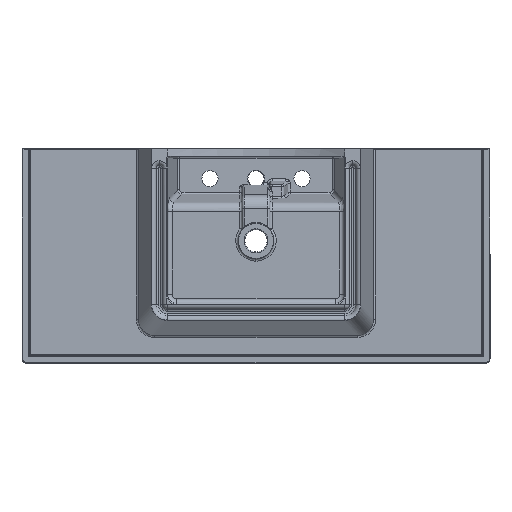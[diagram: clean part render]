
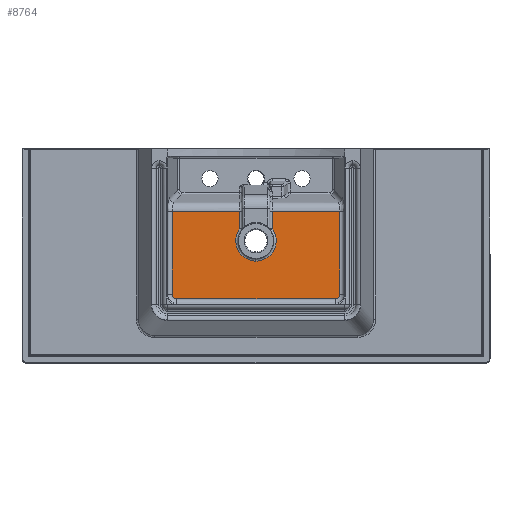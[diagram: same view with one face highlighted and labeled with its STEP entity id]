
A CAD part, front view. The second image highlights one B-rep face of the part: STEP entity #8764.
In plain terms, the highlighted planar face has unit normal (0, -1, 0).
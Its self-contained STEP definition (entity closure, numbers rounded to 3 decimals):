
#141 = ORIENTED_EDGE ( 'NONE', *, *, #7456, .T. ) ;
#231 = VECTOR ( 'NONE', #10263, 1000. ) ;
#353 = DIRECTION ( 'NONE',  ( 0., -1., 0. ) ) ;
#547 = DIRECTION ( 'NONE',  ( 0., -1., 0. ) ) ;
#775 = CARTESIAN_POINT ( 'NONE',  ( -35., -118., 59.165 ) ) ;
#1011 = VERTEX_POINT ( 'NONE', #8275 ) ;
#1154 = CARTESIAN_POINT ( 'NONE',  ( 172.5, -118., -93.346 ) ) ;
#1463 = VECTOR ( 'NONE', #11732, 1000. ) ;
#1499 = EDGE_CURVE ( 'NONE', #3804, #13692, #9049, .T. ) ;
#1959 = VERTEX_POINT ( 'NONE', #9530 ) ;
#1988 = VECTOR ( 'NONE', #12411, 1000. ) ;
#2043 = CARTESIAN_POINT ( 'NONE',  ( 182.346, -118., -83.5 ) ) ;
#2224 = VERTEX_POINT ( 'NONE', #7928 ) ;
#2226 = ORIENTED_EDGE ( 'NONE', *, *, #3084, .T. ) ;
#2242 = DIRECTION ( 'NONE',  ( 1., 0., 0. ) ) ;
#2246 = VERTEX_POINT ( 'NONE', #775 ) ;
#2445 = CARTESIAN_POINT ( 'NONE',  ( -182.346, -118., 96.481 ) ) ;
#2475 = DIRECTION ( 'NONE',  ( 0., 0., -1. ) ) ;
#2639 = DIRECTION ( 'NONE',  ( -1., 0., 0. ) ) ;
#2789 = FACE_OUTER_BOUND ( 'NONE', #4548, .T. ) ;
#2920 = CARTESIAN_POINT ( 'NONE',  ( 182.346, -118., 96.481 ) ) ;
#3052 = CARTESIAN_POINT ( 'NONE',  ( 35., -118., 57.42 ) ) ;
#3074 = VERTEX_POINT ( 'NONE', #1154 ) ;
#3084 = EDGE_CURVE ( 'NONE', #5309, #7444, #5367, .T. ) ;
#3493 = AXIS2_PLACEMENT_3D ( 'NONE', #12073, #353, #12155 ) ;
#3804 = VERTEX_POINT ( 'NONE', #4961 ) ;
#3925 = CARTESIAN_POINT ( 'NONE',  ( 172.5, -118., -83.5 ) ) ;
#4359 = ORIENTED_EDGE ( 'NONE', *, *, #1499, .T. ) ;
#4392 = AXIS2_PLACEMENT_3D ( 'NONE', #9392, #9041, #2475 ) ;
#4548 = EDGE_LOOP ( 'NONE', ( #13788, #141, #2226, #11654, #11658, #14458, #9068, #7540, #6832, #14286, #4359 ) ) ;
#4659 = CARTESIAN_POINT ( 'NONE',  ( 0., -118., 32.5 ) ) ;
#4890 = EDGE_CURVE ( 'NONE', #1011, #10737, #10634, .T. ) ;
#4961 = CARTESIAN_POINT ( 'NONE',  ( 182.346, -118., -83.5 ) ) ;
#5118 = DIRECTION ( 'NONE',  ( 0., 0., -1. ) ) ;
#5202 = VECTOR ( 'NONE', #5118, 1000. ) ;
#5309 = VERTEX_POINT ( 'NONE', #7424 ) ;
#5367 = CIRCLE ( 'NONE', #14589, 44. ) ;
#5499 = EDGE_CURVE ( 'NONE', #2246, #1011, #10111, .T. ) ;
#6245 = EDGE_CURVE ( 'NONE', #13187, #2224, #7508, .T. ) ;
#6278 = DIRECTION ( 'NONE',  ( 0., -1., 0. ) ) ;
#6323 = CIRCLE ( 'NONE', #4392, 44. ) ;
#6335 = CARTESIAN_POINT ( 'NONE',  ( -172.5, -118., -83.5 ) ) ;
#6420 = VECTOR ( 'NONE', #2242, 1000. ) ;
#6719 = LINE ( 'NONE', #10292, #13477 ) ;
#6810 = EDGE_CURVE ( 'NONE', #3074, #3804, #14797, .T. ) ;
#6832 = ORIENTED_EDGE ( 'NONE', *, *, #7033, .T. ) ;
#7033 = EDGE_CURVE ( 'NONE', #2224, #3074, #11529, .T. ) ;
#7424 = CARTESIAN_POINT ( 'NONE',  ( 35., -118., 59.165 ) ) ;
#7436 = PLANE ( 'NONE',  #3493 ) ;
#7444 = VERTEX_POINT ( 'NONE', #12119 ) ;
#7456 = EDGE_CURVE ( 'NONE', #1959, #5309, #13480, .T. ) ;
#7508 = CIRCLE ( 'NONE', #8953, 9.846 ) ;
#7540 = ORIENTED_EDGE ( 'NONE', *, *, #6245, .T. ) ;
#7861 = DIRECTION ( 'NONE',  ( 0., 0., -1. ) ) ;
#7928 = CARTESIAN_POINT ( 'NONE',  ( -172.5, -118., -93.346 ) ) ;
#8010 = DIRECTION ( 'NONE',  ( 0., 1., 0. ) ) ;
#8056 = EDGE_CURVE ( 'NONE', #10737, #13187, #6719, .T. ) ;
#8160 = CARTESIAN_POINT ( 'NONE',  ( -190.737, -118., 96.481 ) ) ;
#8275 = CARTESIAN_POINT ( 'NONE',  ( -35., -118., 96.481 ) ) ;
#8764 = ADVANCED_FACE ( 'NONE', ( #2789 ), #7436, .T. ) ;
#8953 = AXIS2_PLACEMENT_3D ( 'NONE', #6335, #547, #9138 ) ;
#8968 = VECTOR ( 'NONE', #2639, 1000. ) ;
#9041 = DIRECTION ( 'NONE',  ( 0., 1., 0. ) ) ;
#9049 = LINE ( 'NONE', #2043, #1988 ) ;
#9068 = ORIENTED_EDGE ( 'NONE', *, *, #8056, .T. ) ;
#9138 = DIRECTION ( 'NONE',  ( 0., 0., -1. ) ) ;
#9299 = DIRECTION ( 'NONE',  ( 0., 0., -1. ) ) ;
#9392 = CARTESIAN_POINT ( 'NONE',  ( 0., -118., 32.5 ) ) ;
#9409 = CARTESIAN_POINT ( 'NONE',  ( -190.737, -118., 96.481 ) ) ;
#9530 = CARTESIAN_POINT ( 'NONE',  ( 35., -118., 96.481 ) ) ;
#10111 = LINE ( 'NONE', #14755, #231 ) ;
#10263 = DIRECTION ( 'NONE',  ( 0., 0., 1. ) ) ;
#10292 = CARTESIAN_POINT ( 'NONE',  ( -182.346, -118., -83.5 ) ) ;
#10620 = EDGE_CURVE ( 'NONE', #13692, #1959, #12580, .T. ) ;
#10621 = DIRECTION ( 'NONE',  ( 0., 0., -1. ) ) ;
#10634 = LINE ( 'NONE', #9409, #8968 ) ;
#10737 = VERTEX_POINT ( 'NONE', #2445 ) ;
#10841 = CARTESIAN_POINT ( 'NONE',  ( -182.346, -118., -83.5 ) ) ;
#11159 = AXIS2_PLACEMENT_3D ( 'NONE', #3925, #6278, #10621 ) ;
#11529 = LINE ( 'NONE', #12597, #6420 ) ;
#11654 = ORIENTED_EDGE ( 'NONE', *, *, #13541, .T. ) ;
#11658 = ORIENTED_EDGE ( 'NONE', *, *, #5499, .T. ) ;
#11732 = DIRECTION ( 'NONE',  ( -1., 0., 0. ) ) ;
#12073 = CARTESIAN_POINT ( 'NONE',  ( 172.5, -118., -83.5 ) ) ;
#12119 = CARTESIAN_POINT ( 'NONE',  ( 0., -118., -11.5 ) ) ;
#12155 = DIRECTION ( 'NONE',  ( 0., 0., -1. ) ) ;
#12411 = DIRECTION ( 'NONE',  ( 0., 0., 1. ) ) ;
#12580 = LINE ( 'NONE', #8160, #1463 ) ;
#12597 = CARTESIAN_POINT ( 'NONE',  ( 172.5, -118., -93.346 ) ) ;
#13187 = VERTEX_POINT ( 'NONE', #10841 ) ;
#13477 = VECTOR ( 'NONE', #7861, 1000. ) ;
#13480 = LINE ( 'NONE', #3052, #5202 ) ;
#13541 = EDGE_CURVE ( 'NONE', #7444, #2246, #6323, .T. ) ;
#13692 = VERTEX_POINT ( 'NONE', #2920 ) ;
#13788 = ORIENTED_EDGE ( 'NONE', *, *, #10620, .T. ) ;
#14286 = ORIENTED_EDGE ( 'NONE', *, *, #6810, .T. ) ;
#14458 = ORIENTED_EDGE ( 'NONE', *, *, #4890, .T. ) ;
#14589 = AXIS2_PLACEMENT_3D ( 'NONE', #4659, #8010, #9299 ) ;
#14755 = CARTESIAN_POINT ( 'NONE',  ( -35., -118., 96.481 ) ) ;
#14797 = CIRCLE ( 'NONE', #11159, 9.846 ) ;
